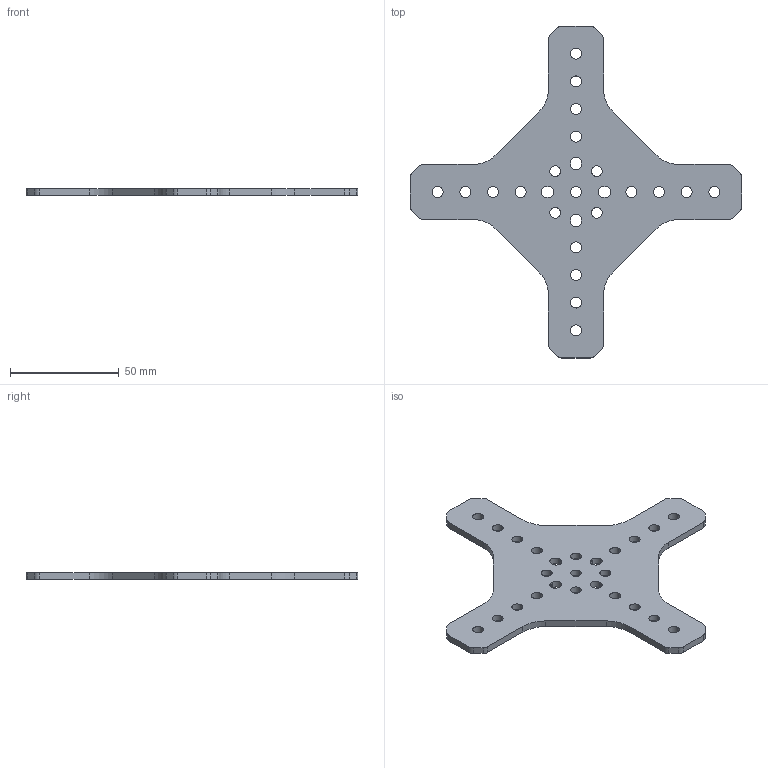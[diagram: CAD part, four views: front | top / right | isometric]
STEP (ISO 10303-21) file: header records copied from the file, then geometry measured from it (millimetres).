
FILE_DESCRIPTION (( 'STEP AP203' ), '1' );
FILE_NAME ('REV-21-1582.STEP', '2018-12-27T22:17:54', ( '' ), ( '' ), 'SwSTEP 2.0', 'SolidWorks 2018', '' );
FILE_SCHEMA (( 'CONFIG_CONTROL_DESIGN' ));
Length unit declared in the file: millimetre
Products named in the file (1): REV-21-1582
Bounding box: 152.4 x 152.4 x 3.17 mm (x, y, z)
Volume: 25814 mm3; surface area: 19149.5 mm2
Topology: 1 solids, 1 shells, 110 faces, 324 edges, 216 vertices
Faces by surface type: cylinder 76, plane 34
Entity records: 3917 total; most frequent: DIRECTION 698, CARTESIAN_POINT 651, ORIENTED_EDGE 648, EDGE_CURVE 324, AXIS2_PLACEMENT_3D 263, VERTEX_POINT 216, VECTOR 172, LINE 172
